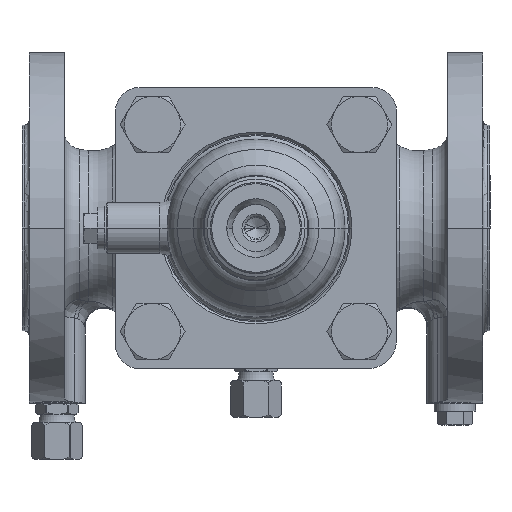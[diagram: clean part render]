
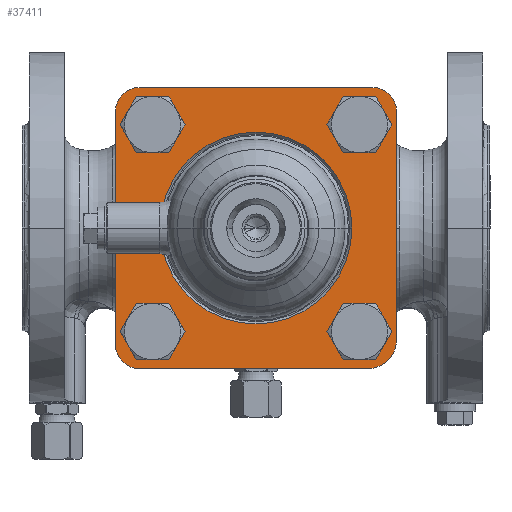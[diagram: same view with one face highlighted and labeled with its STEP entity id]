
A CAD part, front view. The second image highlights one B-rep face of the part: STEP entity #37411.
In plain terms, the highlighted planar face has unit normal (0, -1, 0).
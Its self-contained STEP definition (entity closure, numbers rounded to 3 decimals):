
#36962=CARTESIAN_POINT('',(-48.,0.,48.));
#36963=DIRECTION('',(0.,-1.,0.));
#36964=DIRECTION('',(0.,0.,1.));
#36965=AXIS2_PLACEMENT_3D('',#36962,#36963,#36964);
#36967=DIRECTION('',(1.,0.,0.));
#36968=VECTOR('',#36967,98.);
#36969=CARTESIAN_POINT('',(-48.,0.,60.));
#36970=LINE('',#36969,#36968);
#36971=CARTESIAN_POINT('',(50.,0.,50.));
#36972=DIRECTION('',(0.,-1.,0.));
#36973=DIRECTION('',(1.,0.,0.));
#36974=AXIS2_PLACEMENT_3D('',#36971,#36972,#36973);
#36976=DIRECTION('',(0.,0.,-1.));
#36977=VECTOR('',#36976,100.);
#36978=CARTESIAN_POINT('',(60.,0.,50.));
#36979=LINE('',#36978,#36977);
#36980=CARTESIAN_POINT('',(50.,0.,-50.));
#36981=DIRECTION('',(0.,-1.,0.));
#36982=DIRECTION('',(0.,0.,-1.));
#36983=AXIS2_PLACEMENT_3D('',#36980,#36981,#36982);
#36985=DIRECTION('',(-1.,0.,0.));
#36986=VECTOR('',#36985,100.);
#36987=CARTESIAN_POINT('',(50.,0.,-60.));
#36988=LINE('',#36987,#36986);
#36989=CARTESIAN_POINT('',(-50.,0.,-50.));
#36990=DIRECTION('',(0.,-1.,0.));
#36991=DIRECTION('',(-1.,0.,0.));
#36992=AXIS2_PLACEMENT_3D('',#36989,#36990,#36991);
#36994=DIRECTION('',(0.,0.,1.));
#36995=VECTOR('',#36994,98.);
#36996=CARTESIAN_POINT('',(-60.,0.,-50.));
#36997=LINE('',#36996,#36995);
#36998=CARTESIAN_POINT('',(0.,0.,0.));
#36999=DIRECTION('',(0.,1.,0.));
#37000=DIRECTION('',(1.,0.,0.));
#37001=AXIS2_PLACEMENT_3D('',#36998,#36999,#37000);
#37003=CARTESIAN_POINT('',(0.,0.,
0.));
#37004=DIRECTION('',(0.,1.,0.));
#37005=DIRECTION('',(-1.,0.,0.));
#37006=AXIS2_PLACEMENT_3D('',#37003,#37004,#37005);
#37008=CARTESIAN_POINT('',(-44.194,0.,44.194));
#37009=DIRECTION('',(0.,-1.,0.));
#37010=DIRECTION('',(1.,0.,0.));
#37011=AXIS2_PLACEMENT_3D('',#37008,#37009,#37010);
#37013=CARTESIAN_POINT('',(-44.194,0.,44.194));
#37014=DIRECTION('',(0.,-1.,0.));
#37015=DIRECTION('',(-1.,0.,0.));
#37016=AXIS2_PLACEMENT_3D('',#37013,#37014,#37015);
#37018=CARTESIAN_POINT('',(44.194,0.,44.194));
#37019=DIRECTION('',(0.,-1.,0.));
#37020=DIRECTION('',(1.,0.,0.));
#37021=AXIS2_PLACEMENT_3D('',#37018,#37019,#37020);
#37023=CARTESIAN_POINT('',(44.194,0.,44.194));
#37024=DIRECTION('',(0.,-1.,0.));
#37025=DIRECTION('',(-1.,0.,0.));
#37026=AXIS2_PLACEMENT_3D('',#37023,#37024,#37025);
#37028=CARTESIAN_POINT('',(44.194,0.,-44.194));
#37029=DIRECTION('',(0.,-1.,0.));
#37030=DIRECTION('',(1.,0.,0.));
#37031=AXIS2_PLACEMENT_3D('',#37028,#37029,#37030);
#37033=CARTESIAN_POINT('',(44.194,0.,-44.194));
#37034=DIRECTION('',(0.,-1.,0.));
#37035=DIRECTION('',(-1.,0.,0.));
#37036=AXIS2_PLACEMENT_3D('',#37033,#37034,#37035);
#37038=CARTESIAN_POINT('',(-44.194,0.,-44.194));
#37039=DIRECTION('',(0.,-1.,0.));
#37040=DIRECTION('',(1.,0.,0.));
#37041=AXIS2_PLACEMENT_3D('',#37038,#37039,#37040);
#37043=CARTESIAN_POINT('',(-44.194,0.,-44.194));
#37044=DIRECTION('',(0.,-1.,0.));
#37045=DIRECTION('',(-1.,0.,0.));
#37046=AXIS2_PLACEMENT_3D('',#37043,#37044,#37045);
#37278=CARTESIAN_POINT('',(-48.,0.,60.));
#37279=CARTESIAN_POINT('',(-60.,0.,48.));
#37280=VERTEX_POINT('',#37278);
#37281=VERTEX_POINT('',#37279);
#37286=CARTESIAN_POINT('',(60.,0.,50.));
#37287=CARTESIAN_POINT('',(50.,0.,60.));
#37288=VERTEX_POINT('',#37286);
#37289=VERTEX_POINT('',#37287);
#37294=CARTESIAN_POINT('',(50.,0.,-60.));
#37295=CARTESIAN_POINT('',(60.,0.,-50.));
#37296=VERTEX_POINT('',#37294);
#37297=VERTEX_POINT('',#37295);
#37302=CARTESIAN_POINT('',(-60.,0.,-50.));
#37303=CARTESIAN_POINT('',(-50.,0.,-60.));
#37304=VERTEX_POINT('',#37302);
#37305=VERTEX_POINT('',#37303);
#37318=CARTESIAN_POINT('',(41.,0.,0.));
#37319=CARTESIAN_POINT('',(-41.,0.,0.));
#37320=VERTEX_POINT('',#37318);
#37321=VERTEX_POINT('',#37319);
#37326=CARTESIAN_POINT('',(-35.194,0.,44.194));
#37327=CARTESIAN_POINT('',(-53.194,0.,44.194));
#37328=VERTEX_POINT('',#37326);
#37329=VERTEX_POINT('',#37327);
#37334=CARTESIAN_POINT('',(53.194,0.,44.194));
#37335=CARTESIAN_POINT('',(35.194,0.,44.194));
#37336=VERTEX_POINT('',#37334);
#37337=VERTEX_POINT('',#37335);
#37342=CARTESIAN_POINT('',(53.194,0.,-44.194));
#37343=CARTESIAN_POINT('',(35.194,0.,-44.194));
#37344=VERTEX_POINT('',#37342);
#37345=VERTEX_POINT('',#37343);
#37350=CARTESIAN_POINT('',(-35.194,0.,-44.194));
#37351=CARTESIAN_POINT('',(-53.194,0.,-44.194));
#37352=VERTEX_POINT('',#37350);
#37353=VERTEX_POINT('',#37351);
#37358=CARTESIAN_POINT('',(0.,0.,0.));
#37359=DIRECTION('',(0.,1.,0.));
#37360=DIRECTION('',(1.,0.,0.));
#37361=AXIS2_PLACEMENT_3D('',#37358,#37359,#37360);
#37362=PLANE('',#37361);
#37364=ORIENTED_EDGE('',*,*,#37363,.F.);
#37366=ORIENTED_EDGE('',*,*,#37365,.T.);
#37368=ORIENTED_EDGE('',*,*,#37367,.F.);
#37370=ORIENTED_EDGE('',*,*,#37369,.T.);
#37372=ORIENTED_EDGE('',*,*,#37371,.F.);
#37374=ORIENTED_EDGE('',*,*,#37373,.T.);
#37376=ORIENTED_EDGE('',*,*,#37375,.F.);
#37378=ORIENTED_EDGE('',*,*,#37377,.T.);
#37379=EDGE_LOOP('',(#37364,#37366,#37368,#37370,#37372,#37374,#37376,#37378));
#37380=FACE_OUTER_BOUND('',#37379,.F.);
#37382=ORIENTED_EDGE('',*,*,#37381,.F.);
#37384=ORIENTED_EDGE('',*,*,#37383,.F.);
#37385=EDGE_LOOP('',(#37382,#37384));
#37386=FACE_BOUND('',#37385,.F.);
#37388=ORIENTED_EDGE('',*,*,#37387,.T.);
#37390=ORIENTED_EDGE('',*,*,#37389,.T.);
#37391=EDGE_LOOP('',(#37388,#37390));
#37392=FACE_BOUND('',#37391,.F.);
#37394=ORIENTED_EDGE('',*,*,#37393,.T.);
#37396=ORIENTED_EDGE('',*,*,#37395,.T.);
#37397=EDGE_LOOP('',(#37394,#37396));
#37398=FACE_BOUND('',#37397,.F.);
#37400=ORIENTED_EDGE('',*,*,#37399,.T.);
#37402=ORIENTED_EDGE('',*,*,#37401,.T.);
#37403=EDGE_LOOP('',(#37400,#37402));
#37404=FACE_BOUND('',#37403,.F.);
#37406=ORIENTED_EDGE('',*,*,#37405,.T.);
#37408=ORIENTED_EDGE('',*,*,#37407,.T.);
#37409=EDGE_LOOP('',(#37406,#37408));
#37410=FACE_BOUND('',#37409,.F.);
#37411=ADVANCED_FACE('',(#37380,#37386,#37392,#37398,#37404,#37410),#37362,.F.);
#36966=CIRCLE('',#36965,12.);
#36975=CIRCLE('',#36974,10.);
#36984=CIRCLE('',#36983,10.);
#36993=CIRCLE('',#36992,10.);
#37002=CIRCLE('',#37001,41.);
#37007=CIRCLE('',#37006,41.);
#37012=CIRCLE('',#37011,9.);
#37017=CIRCLE('',#37016,9.);
#37022=CIRCLE('',#37021,9.);
#37027=CIRCLE('',#37026,9.);
#37032=CIRCLE('',#37031,9.);
#37037=CIRCLE('',#37036,9.);
#37042=CIRCLE('',#37041,9.);
#37047=CIRCLE('',#37046,9.);
#37363=EDGE_CURVE('',#37280,#37281,#36966,.T.);
#37365=EDGE_CURVE('',#37280,#37289,#36970,.T.);
#37367=EDGE_CURVE('',#37288,#37289,#36975,.T.);
#37369=EDGE_CURVE('',#37288,#37297,#36979,.T.);
#37371=EDGE_CURVE('',#37296,#37297,#36984,.T.);
#37373=EDGE_CURVE('',#37296,#37305,#36988,.T.);
#37375=EDGE_CURVE('',#37304,#37305,#36993,.T.);
#37377=EDGE_CURVE('',#37304,#37281,#36997,.T.);
#37381=EDGE_CURVE('',#37320,#37321,#37002,.T.);
#37383=EDGE_CURVE('',#37321,#37320,#37007,.T.);
#37387=EDGE_CURVE('',#37328,#37329,#37012,.T.);
#37389=EDGE_CURVE('',#37329,#37328,#37017,.T.);
#37393=EDGE_CURVE('',#37336,#37337,#37022,.T.);
#37395=EDGE_CURVE('',#37337,#37336,#37027,.T.);
#37399=EDGE_CURVE('',#37344,#37345,#37032,.T.);
#37401=EDGE_CURVE('',#37345,#37344,#37037,.T.);
#37405=EDGE_CURVE('',#37352,#37353,#37042,.T.);
#37407=EDGE_CURVE('',#37353,#37352,#37047,.T.);
